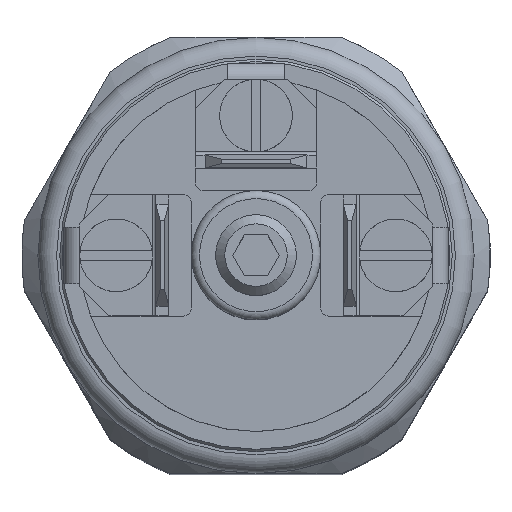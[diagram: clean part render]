
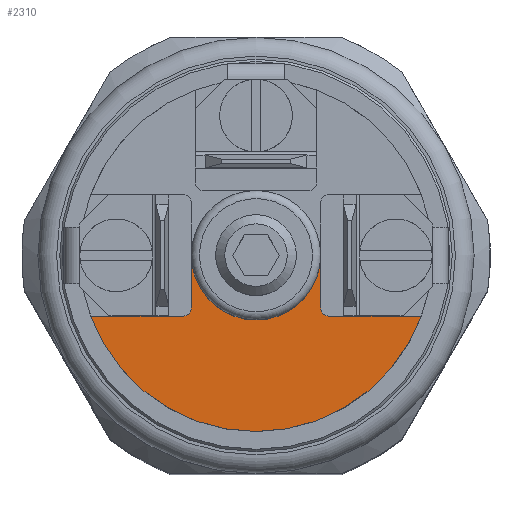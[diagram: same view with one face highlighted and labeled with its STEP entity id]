
A CAD part, top view. The second image highlights one B-rep face of the part: STEP entity #2310.
In plain terms, the highlighted planar face has unit normal (0, 0, 1).
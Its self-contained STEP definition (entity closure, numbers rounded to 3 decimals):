
#2310=ADVANCED_FACE('', (#2320), #2330, .T.);
#13280=AXIS2_PLACEMENT_3D('Ax2Pl3d', #13290, #13300, #13310);
#13320=AXIS2_PLACEMENT_3D('Ax2Pl3d', #13330, #13340, #13350);
#13360=AXIS2_PLACEMENT_3D('Ax2Pl3d', #13370, #13380, #13390);
#13400=AXIS2_PLACEMENT_3D('Ax2Pl3d', #13410, #13420, #13430);
#13440=AXIS2_PLACEMENT_3D('Ax2Pl3d', #13450, #13460, #13470);
#58330=CARTESIAN_POINT('', (4.,0.,41.));
#58370=CARTESIAN_POINT('', (4.,-3.255,41.));
#58380=CARTESIAN_POINT('', (4.,-3.255,41.));
#13290=CARTESIAN_POINT('HicPkt', (4.,0.,41.));
#13330=CARTESIAN_POINT('HicPkt', (0.,0.,41.));
#58400=CARTESIAN_POINT('', (-4.,0.,41.));
#58410=CARTESIAN_POINT('', (-4.,0.,41.));
#58420=CARTESIAN_POINT('', (-4.,-3.255,41.));
#13370=CARTESIAN_POINT('HicPkt', (-4.5,-3.255,41.));
#58430=CARTESIAN_POINT('', (-4.5,-3.755,41.));
#58440=CARTESIAN_POINT('', (-4.5,-3.755,41.));
#58450=CARTESIAN_POINT('', (-10.233,-3.755,41.));
#13410=CARTESIAN_POINT('HicPkt', (0.,0.,41.));
#58460=CARTESIAN_POINT('', (10.233,-3.755,41.));
#58470=CARTESIAN_POINT('', (10.233,-3.755,41.));
#58480=CARTESIAN_POINT('', (4.5,-3.755,41.));
#13450=CARTESIAN_POINT('HicPkt', (4.5,-3.255,41.));
#63800=CIRCLE('Circle', #13320, 4.);
#63810=CIRCLE('Circle', #13360, 0.5);
#63820=CIRCLE('Circle', #13400, 10.9);
#63830=CIRCLE('Circle', #13440, 0.5);
#82390=DIRECTION('', (0.,-1.,0.));
#13300=DIRECTION('Axis', (0.,0.,1.));
#13310=DIRECTION('RefDirection', (1.,0.,0.));
#13340=DIRECTION('Axis', (0.,0.,1.));
#13350=DIRECTION('RefDirection', (1.,0.,0.));
#82410=DIRECTION('', (0.,1.,0.));
#13380=DIRECTION('Axis', (0.,0.,1.));
#13390=DIRECTION('RefDirection', (1.,0.,0.));
#82420=DIRECTION('', (1.,0.,0.));
#13420=DIRECTION('Axis', (0.,0.,1.));
#13430=DIRECTION('RefDirection', (1.,0.,0.));
#82430=DIRECTION('', (1.,0.,0.));
#13460=DIRECTION('Axis', (0.,0.,1.));
#13470=DIRECTION('RefDirection', (1.,0.,0.));
#88190=EDGE_CURVE('', #88120, #88200, #88210, .T.);
#88240=EDGE_CURVE('', #88250, #88120, #63800, .T.);
#88260=EDGE_CURVE('', #88270, #88250, #88280, .T.);
#88290=EDGE_CURVE('', #88300, #88270, #63810, .T.);
#88310=EDGE_CURVE('', #88320, #88300, #88330, .T.);
#88340=EDGE_CURVE('', #88320, #88350, #63820, .T.);
#88360=EDGE_CURVE('', #88370, #88350, #88380, .T.);
#88390=EDGE_CURVE('', #88200, #88370, #63830, .T.);
#100220=EDGE_LOOP('Edge_loop', (#100230,#100240,#100250,#100260,#100270,
#100280,#100290,#100300));
#2320=FACE_OUTER_BOUND('Face_outer_bound', #100220, .T.);
#88210=LINE('Line', #58370, #114360);
#88280=LINE('Line', #58410, #114380);
#88330=LINE('Line', #58440, #114390);
#88380=LINE('Line', #58470, #114400);
#100230=ORIENTED_EDGE('', *, *, #88190, .F.);
#100240=ORIENTED_EDGE('', *, *, #88240, .F.);
#100250=ORIENTED_EDGE('', *, *, #88260, .F.);
#100260=ORIENTED_EDGE('', *, *, #88290, .F.);
#100270=ORIENTED_EDGE('', *, *, #88310, .F.);
#100280=ORIENTED_EDGE('', *, *, #88340, .T.);
#100290=ORIENTED_EDGE('', *, *, #88360, .F.);
#100300=ORIENTED_EDGE('', *, *, #88390, .F.);
#2330=PLANE('Plane', #13280);
#114360=VECTOR('', #82390, 3.255);
#114380=VECTOR('', #82410, 3.255);
#114390=VECTOR('', #82420, 5.733);
#114400=VECTOR('', #82430, 5.733);
#88120=VERTEX_POINT('', #58330);
#88200=VERTEX_POINT('', #58380);
#88250=VERTEX_POINT('', #58400);
#88270=VERTEX_POINT('', #58420);
#88300=VERTEX_POINT('', #58430);
#88320=VERTEX_POINT('', #58450);
#88350=VERTEX_POINT('', #58460);
#88370=VERTEX_POINT('', #58480);
